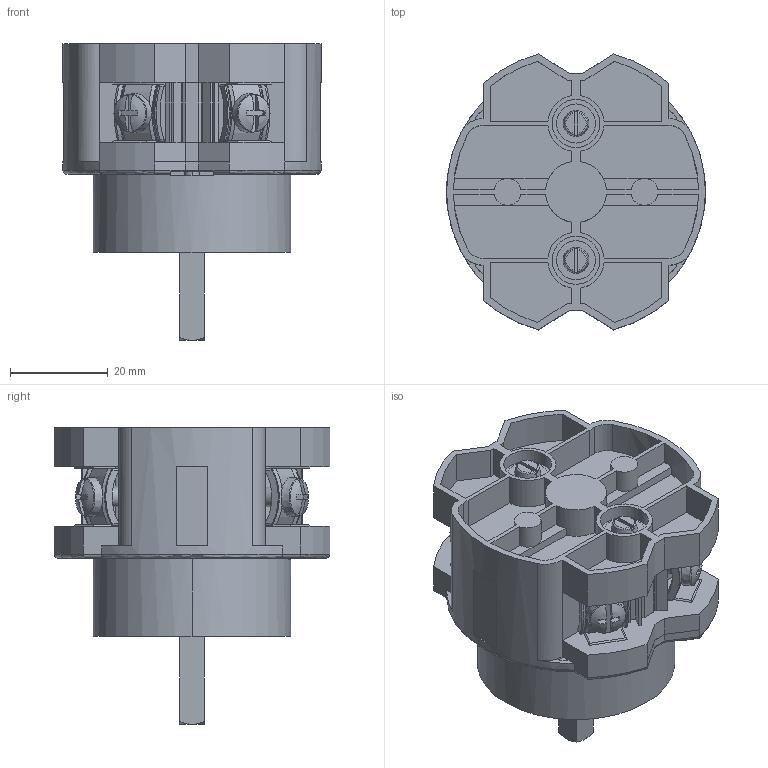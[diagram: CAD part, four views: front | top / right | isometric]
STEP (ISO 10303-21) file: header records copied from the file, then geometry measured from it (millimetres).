
FILE_DESCRIPTION((''),'2;1');
FILE_NAME('CAV2_25_51_1B_P_SW0001','2015-06-04T',('mangiapr'),(''),'PRO/ENGINEER BY PARAMETRIC TECHNOLOGY CORPORATION, 2011080','PRO/ENGINEER BY PARAMETRIC TECHNOLOGY CORPORATION, 2011080','');
FILE_SCHEMA(('CONFIG_CONTROL_DESIGN'));
Length unit declared in the file: millimetre
Products named in the file (1): CAV2_25_51_1B_P_SW0001
Bounding box: 53 x 56.48 x 60.7 mm (x, y, z)
Volume: 62829.7 mm3; surface area: 22835.9 mm2
Topology: 1 solids, 1 shells, 937 faces, 2504 edges, 1623 vertices
Faces by surface type: plane 549, cylinder 232, cone 78, torus 58, bspline 12, sphere 8
Entity records: 32207 total; most frequent: CARTESIAN_POINT 8951, ORIENTED_EDGE 5004, DIRECTION 4600, EDGE_CURVE 2502, VERTEX_POINT 1623, AXIS2_PLACEMENT_3D 1537, VECTOR 1526, LINE 1526
